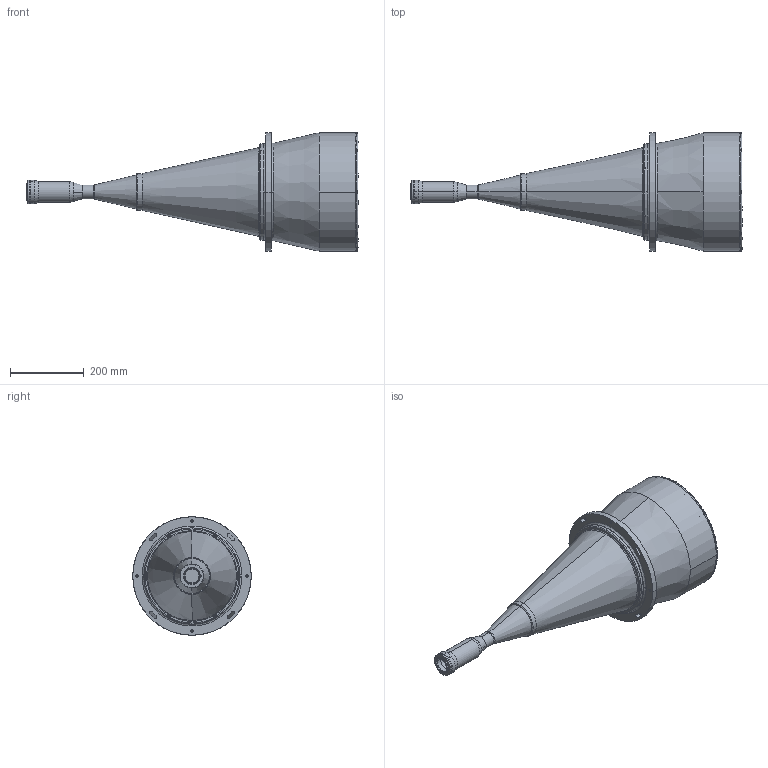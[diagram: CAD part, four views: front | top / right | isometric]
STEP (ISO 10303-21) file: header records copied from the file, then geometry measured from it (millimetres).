
FILE_DESCRIPTION (( 'STEP AP203' ), '1' );
FILE_NAME ('TC16M240.STEP', '2014-04-14T15:22:23', ( 'user' ), ( '' ), 'SwSTEP 2.0', 'SolidWorks 2013', '' );
FILE_SCHEMA (( 'CONFIG_CONTROL_DESIGN' ));
Length unit declared in the file: millimetre
Products named in the file (1): TC16M240
Bounding box: 903.08 x 322 x 322 mm (x, y, z)
Surface area: 749771.9 mm2 (no closed solid volume)
Topology: 0 solids, 32 shells, 272 faces, 933 edges, 672 vertices
Faces by surface type: cylinder 119, plane 85, bspline 44, cone 20, torus 4
Entity records: 14315 total; most frequent: CARTESIAN_POINT 6321, DIRECTION 1676, ORIENTED_EDGE 1469, EDGE_CURVE 933, VERTEX_POINT 672, AXIS2_PLACEMENT_3D 657, CIRCLE 428, VECTOR 362
